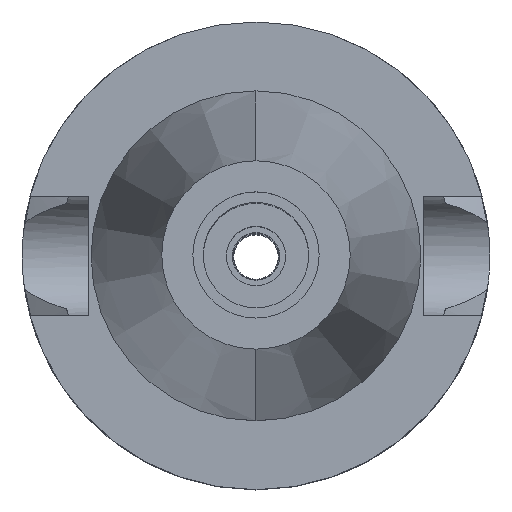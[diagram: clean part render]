
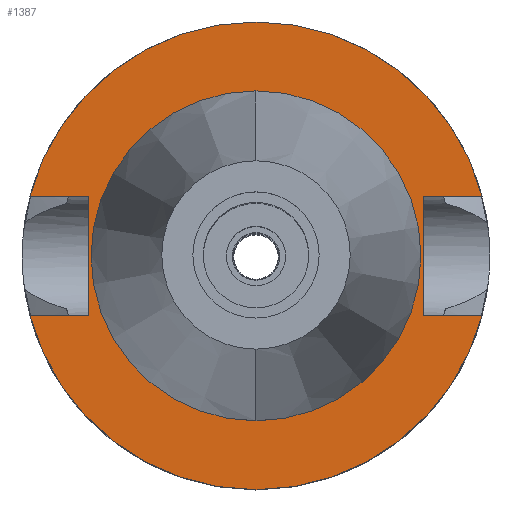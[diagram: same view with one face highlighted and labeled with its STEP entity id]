
A CAD part, top view. The second image highlights one B-rep face of the part: STEP entity #1387.
In plain terms, the highlighted planar face has unit normal (0, 0, 1).
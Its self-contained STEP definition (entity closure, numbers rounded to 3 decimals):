
#121=DIRECTION('',(0.,1.,0.));
#122=VECTOR('',#121,16.1);
#123=CARTESIAN_POINT('',(-22.5,-8.05,-1.));
#124=LINE('',#123,#122);
#128=DIRECTION('',(-1.,0.,0.));
#129=VECTOR('',#128,7.954);
#130=CARTESIAN_POINT('',(-22.5,8.05,-1.));
#131=LINE('',#130,#129);
#135=CARTESIAN_POINT('',(0.,0.,-1.));
#136=DIRECTION('',(0.,0.,-1.));
#137=DIRECTION('',(-0.967,0.256,0.));
#138=AXIS2_PLACEMENT_3D('',#135,#136,#137);
#143=CARTESIAN_POINT('',(0.,0.,-1.));
#144=DIRECTION('',(0.,0.,-1.));
#145=DIRECTION('',(0.,1.,0.));
#146=AXIS2_PLACEMENT_3D('',#143,#144,#145);
#151=DIRECTION('',(0.,-1.,0.));
#152=VECTOR('',#151,16.1);
#153=CARTESIAN_POINT('',(22.5,8.05,-1.));
#154=LINE('',#153,#152);
#158=DIRECTION('',(1.,0.,0.));
#159=VECTOR('',#158,7.954);
#160=CARTESIAN_POINT('',(22.5,-8.05,-1.));
#161=LINE('',#160,#159);
#165=CARTESIAN_POINT('',(0.,0.,-1.));
#166=DIRECTION('',(0.,0.,-1.));
#167=DIRECTION('',(0.967,-0.256,0.));
#168=AXIS2_PLACEMENT_3D('',#165,#166,#167);
#173=CARTESIAN_POINT('',(0.,0.,-1.));
#174=DIRECTION('',(0.,0.,-1.));
#175=DIRECTION('',(0.,-1.,0.));
#176=AXIS2_PLACEMENT_3D('',#173,#174,#175);
#181=CARTESIAN_POINT('',(0.,0.,-1.));
#182=DIRECTION('',(0.,0.,1.));
#183=DIRECTION('',(0.,-1.,0.));
#184=AXIS2_PLACEMENT_3D('',#181,#182,#183);
#189=CARTESIAN_POINT('',(0.,0.,-1.));
#190=DIRECTION('',(0.,0.,1.));
#191=DIRECTION('',(0.,1.,0.));
#192=AXIS2_PLACEMENT_3D('',#189,#190,#191);
#227=DIRECTION('',(-1.,0.,0.));
#228=VECTOR('',#227,7.954);
#229=CARTESIAN_POINT('',(-22.5,-8.05,-1.));
#230=LINE('',#229,#228);
#364=DIRECTION('',(1.,0.,0.));
#365=VECTOR('',#364,7.954);
#366=CARTESIAN_POINT('',(22.5,8.05,-1.));
#367=LINE('',#366,#365);
#1244=CARTESIAN_POINT('',(-22.5,-8.05,-1.));
#1245=VERTEX_POINT('',#1244);
#1246=CARTESIAN_POINT('',(-30.454,-8.05,-1.));
#1247=VERTEX_POINT('',#1246);
#1250=CARTESIAN_POINT('',(-22.5,8.05,-1.));
#1251=VERTEX_POINT('',#1250);
#1252=CARTESIAN_POINT('',(-30.454,8.05,-1.));
#1253=VERTEX_POINT('',#1252);
#1254=CARTESIAN_POINT('',(0.,31.5,-1.));
#1255=CARTESIAN_POINT('',(30.454,8.05,-1.));
#1256=VERTEX_POINT('',#1254);
#1257=VERTEX_POINT('',#1255);
#1258=CARTESIAN_POINT('',(22.5,8.05,-1.));
#1259=VERTEX_POINT('',#1258);
#1260=CARTESIAN_POINT('',(22.5,-8.05,-1.));
#1261=VERTEX_POINT('',#1260);
#1262=CARTESIAN_POINT('',(30.454,-8.05,-1.));
#1263=VERTEX_POINT('',#1262);
#1264=CARTESIAN_POINT('',(0.,-31.5,-1.));
#1265=VERTEX_POINT('',#1264);
#1266=CARTESIAN_POINT('',(0.,-22.225,-1.));
#1267=CARTESIAN_POINT('',(0.,22.225,-1.));
#1268=VERTEX_POINT('',#1266);
#1269=VERTEX_POINT('',#1267);
#1356=CARTESIAN_POINT('',(0.,0.,-1.));
#1357=DIRECTION('',(0.,0.,-1.));
#1358=DIRECTION('',(0.,-1.,0.));
#1359=AXIS2_PLACEMENT_3D('',#1356,#1357,#1358);
#1360=PLANE('',#1359);
#1362=ORIENTED_EDGE('',*,*,#1361,.T.);
#1364=ORIENTED_EDGE('',*,*,#1363,.T.);
#1366=ORIENTED_EDGE('',*,*,#1365,.T.);
#1368=ORIENTED_EDGE('',*,*,#1367,.T.);
#1370=ORIENTED_EDGE('',*,*,#1369,.F.);
#1372=ORIENTED_EDGE('',*,*,#1371,.T.);
#1374=ORIENTED_EDGE('',*,*,#1373,.T.);
#1376=ORIENTED_EDGE('',*,*,#1375,.T.);
#1378=ORIENTED_EDGE('',*,*,#1377,.T.);
#1380=ORIENTED_EDGE('',*,*,#1379,.F.);
#1381=EDGE_LOOP('',(#1362,#1364,#1366,#1368,#1370,#1372,#1374,#1376,#1378,
#1380));
#1382=FACE_OUTER_BOUND('',#1381,.F.);
#1383=ORIENTED_EDGE('',*,*,#1335,.T.);
#1384=ORIENTED_EDGE('',*,*,#1351,.T.);
#1385=EDGE_LOOP('',(#1383,#1384));
#1386=FACE_BOUND('',#1385,.F.);
#139=CIRCLE('',#138,31.5);
#147=CIRCLE('',#146,31.5);
#169=CIRCLE('',#168,31.5);
#177=CIRCLE('',#176,31.5);
#185=CIRCLE('',#184,22.225);
#193=CIRCLE('',#192,22.225);
#1335=EDGE_CURVE('',#1268,#1269,#185,.T.);
#1351=EDGE_CURVE('',#1269,#1268,#193,.T.);
#1361=EDGE_CURVE('',#1245,#1251,#124,.T.);
#1363=EDGE_CURVE('',#1251,#1253,#131,.T.);
#1365=EDGE_CURVE('',#1253,#1256,#139,.T.);
#1367=EDGE_CURVE('',#1256,#1257,#147,.T.);
#1369=EDGE_CURVE('',#1259,#1257,#367,.T.);
#1371=EDGE_CURVE('',#1259,#1261,#154,.T.);
#1373=EDGE_CURVE('',#1261,#1263,#161,.T.);
#1375=EDGE_CURVE('',#1263,#1265,#169,.T.);
#1377=EDGE_CURVE('',#1265,#1247,#177,.T.);
#1379=EDGE_CURVE('',#1245,#1247,#230,.T.);
#1387=ADVANCED_FACE('',(#1382,#1386),#1360,.F.);
